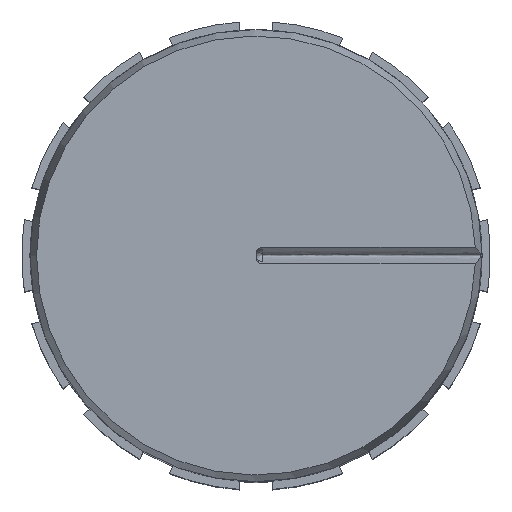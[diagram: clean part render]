
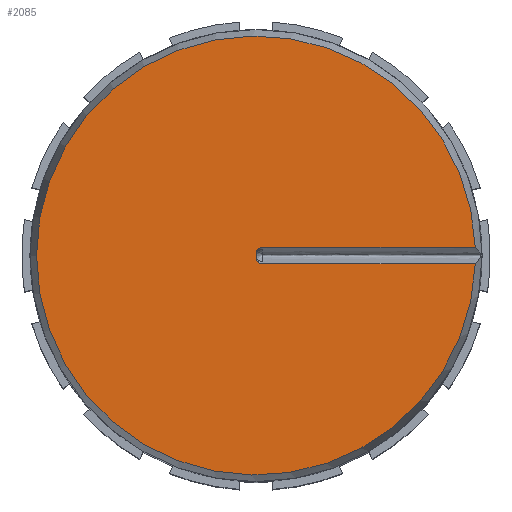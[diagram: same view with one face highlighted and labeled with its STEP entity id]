
A CAD part, top view. The second image highlights one B-rep face of the part: STEP entity #2085.
In plain terms, the highlighted planar face has unit normal (0, 0, 1).
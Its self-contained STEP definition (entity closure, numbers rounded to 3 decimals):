
#16=B_SPLINE_CURVE_WITH_KNOTS('',3,(#3310,#3311,#3312,#3313,#3314,#3315,
#3316,#3317,#3318,#3319,#3320,#3321,#3322,#3323,#3324,#3325,#3326,#3327,
#3328,#3329,#3330,#3331,#3332,#3333,#3334,#3335,#3336,#3337,#3338,#3339,
#3340,#3341,#3342,#3343),.UNSPECIFIED.,.F.,.F.,(4,3,3,3,3,3,3,3,3,3,3,4),
(0.,0.004,0.007,0.012,0.015,
0.016,0.02,0.023,0.027,
0.028,0.032,0.032),.UNSPECIFIED.);
#19=B_SPLINE_CURVE_WITH_KNOTS('',3,(#3376,#3377,#3378,#3379,#3380,#3381,
#3382,#3383,#3384,#3385,#3386,#3387,#3388,#3389,#3390,#3391,#3392,#3393,
#3394,#3395,#3396,#3397,#3398,#3399,#3400,#3401,#3402,#3403),
 .UNSPECIFIED.,.F.,.F.,(4,3,3,3,3,3,3,3,3,4),(0.,0.004,0.009,
0.013,0.016,0.017,0.021,
0.025,0.029,0.032),.UNSPECIFIED.);
#76=PLANE('',#2263);
#210=FACE_OUTER_BOUND('',#336,.T.);
#336=EDGE_LOOP('',(#1667,#1668,#1669,#1670,#1671,#1672));
#497=LINE('',#3470,#687);
#498=LINE('',#3497,#688);
#499=LINE('',#3499,#689);
#687=VECTOR('',#2647,10.);
#688=VECTOR('',#2648,10.);
#689=VECTOR('',#2651,10.);
#849=CIRCLE('',#2264,6.675);
#988=VERTEX_POINT('',#3304);
#989=VERTEX_POINT('',#3309);
#991=VERTEX_POINT('',#3370);
#992=VERTEX_POINT('',#3375);
#993=VERTEX_POINT('',#3469);
#995=VERTEX_POINT('',#3484);
#1229=EDGE_CURVE('',#988,#989,#16,.T.);
#1233=EDGE_CURVE('',#991,#992,#19,.T.);
#1236=EDGE_CURVE('',#993,#992,#497,.T.);
#1239=EDGE_CURVE('',#988,#995,#498,.T.);
#1240=EDGE_CURVE('',#991,#989,#499,.T.);
#1241=EDGE_CURVE('',#993,#995,#849,.T.);
#1667=ORIENTED_EDGE('',*,*,#1236,.T.);
#1668=ORIENTED_EDGE('',*,*,#1233,.F.);
#1669=ORIENTED_EDGE('',*,*,#1240,.T.);
#1670=ORIENTED_EDGE('',*,*,#1229,.F.);
#1671=ORIENTED_EDGE('',*,*,#1239,.T.);
#1672=ORIENTED_EDGE('',*,*,#1241,.F.);
#2085=ADVANCED_FACE('',(#210),#76,.T.);
#2263=AXIS2_PLACEMENT_3D('',#3500,#2652,#2653);
#2264=AXIS2_PLACEMENT_3D('',#3501,#2654,#2655);
#2647=DIRECTION('',(-1.,0.,0.));
#2648=DIRECTION('',(1.,0.,0.));
#2651=DIRECTION('',(0.,1.,0.));
#2652=DIRECTION('center_axis',(0.,0.,1.));
#2653=DIRECTION('ref_axis',(-1.,0.,0.));
#2654=DIRECTION('center_axis',(0.,0.,-1.));
#2655=DIRECTION('ref_axis',(-1.,0.,0.));
#3304=CARTESIAN_POINT('',(0.2,0.25,14.5));
#3309=CARTESIAN_POINT('',(0.,0.04,14.5));
#3310=CARTESIAN_POINT('Ctrl Pts',(0.2,0.25,14.5));
#3311=CARTESIAN_POINT('Ctrl Pts',(0.187,0.25,14.5));
#3312=CARTESIAN_POINT('Ctrl Pts',(0.174,0.249,14.5));
#3313=CARTESIAN_POINT('Ctrl Pts',(0.161,0.246,14.5));
#3314=CARTESIAN_POINT('Ctrl Pts',(0.149,0.243,14.5));
#3315=CARTESIAN_POINT('Ctrl Pts',(0.138,0.24,14.5));
#3316=CARTESIAN_POINT('Ctrl Pts',(0.127,0.235,14.5));
#3317=CARTESIAN_POINT('Ctrl Pts',(0.115,0.23,14.5));
#3318=CARTESIAN_POINT('Ctrl Pts',(0.103,0.224,14.5));
#3319=CARTESIAN_POINT('Ctrl Pts',(0.092,0.217,
14.5));
#3320=CARTESIAN_POINT('Ctrl Pts',(0.082,0.21,
14.5));
#3321=CARTESIAN_POINT('Ctrl Pts',(0.073,0.202,14.5));
#3322=CARTESIAN_POINT('Ctrl Pts',(0.064,0.194,
14.5));
#3323=CARTESIAN_POINT('Ctrl Pts',(0.062,0.192,
14.5));
#3324=CARTESIAN_POINT('Ctrl Pts',(0.06,0.19,14.5));
#3325=CARTESIAN_POINT('Ctrl Pts',(0.059,0.189,
14.5));
#3326=CARTESIAN_POINT('Ctrl Pts',(0.049,0.179,14.5));
#3327=CARTESIAN_POINT('Ctrl Pts',(0.041,0.168,
14.5));
#3328=CARTESIAN_POINT('Ctrl Pts',(0.034,0.157,
14.5));
#3329=CARTESIAN_POINT('Ctrl Pts',(0.028,0.148,
14.5));
#3330=CARTESIAN_POINT('Ctrl Pts',(0.023,0.139,
14.5));
#3331=CARTESIAN_POINT('Ctrl Pts',(0.019,0.129,14.5));
#3332=CARTESIAN_POINT('Ctrl Pts',(0.013,0.116,
14.5));
#3333=CARTESIAN_POINT('Ctrl Pts',(0.009,0.103,
14.5));
#3334=CARTESIAN_POINT('Ctrl Pts',(0.006,0.09,
14.5));
#3335=CARTESIAN_POINT('Ctrl Pts',(0.005,0.088,
14.5));
#3336=CARTESIAN_POINT('Ctrl Pts',(0.005,0.087,
14.5));
#3337=CARTESIAN_POINT('Ctrl Pts',(0.005,0.086,
14.5));
#3338=CARTESIAN_POINT('Ctrl Pts',(0.002,0.072,
14.5));
#3339=CARTESIAN_POINT('Ctrl Pts',(0.,0.058,
14.5));
#3340=CARTESIAN_POINT('Ctrl Pts',(0.,0.044,
14.5));
#3341=CARTESIAN_POINT('Ctrl Pts',(0.,0.043,
14.5));
#3342=CARTESIAN_POINT('Ctrl Pts',(0.,0.042,14.5));
#3343=CARTESIAN_POINT('Ctrl Pts',(0.,0.04,14.5));
#3370=CARTESIAN_POINT('',(0.,-0.04,14.5));
#3375=CARTESIAN_POINT('',(0.2,-0.25,14.5));
#3376=CARTESIAN_POINT('Ctrl Pts',(0.,-0.04,14.5));
#3377=CARTESIAN_POINT('Ctrl Pts',(0.,-0.055,14.5));
#3378=CARTESIAN_POINT('Ctrl Pts',(0.001,-0.069,
14.5));
#3379=CARTESIAN_POINT('Ctrl Pts',(0.004,-0.083,
14.5));
#3380=CARTESIAN_POINT('Ctrl Pts',(0.007,-0.097,
14.5));
#3381=CARTESIAN_POINT('Ctrl Pts',(0.011,-0.11,
14.5));
#3382=CARTESIAN_POINT('Ctrl Pts',(0.017,-0.124,
14.5));
#3383=CARTESIAN_POINT('Ctrl Pts',(0.022,-0.136,
14.5));
#3384=CARTESIAN_POINT('Ctrl Pts',(0.028,-0.148,
14.5));
#3385=CARTESIAN_POINT('Ctrl Pts',(0.035,-0.159,
14.5));
#3386=CARTESIAN_POINT('Ctrl Pts',(0.042,-0.17,14.5));
#3387=CARTESIAN_POINT('Ctrl Pts',(0.05,-0.18,
14.5));
#3388=CARTESIAN_POINT('Ctrl Pts',(0.059,-0.189,
14.5));
#3389=CARTESIAN_POINT('Ctrl Pts',(0.06,-0.19,
14.5));
#3390=CARTESIAN_POINT('Ctrl Pts',(0.061,-0.191,
14.5));
#3391=CARTESIAN_POINT('Ctrl Pts',(0.062,-0.192,
14.5));
#3392=CARTESIAN_POINT('Ctrl Pts',(0.072,-0.202,
14.5));
#3393=CARTESIAN_POINT('Ctrl Pts',(0.082,-0.21,14.5));
#3394=CARTESIAN_POINT('Ctrl Pts',(0.093,-0.218,
14.5));
#3395=CARTESIAN_POINT('Ctrl Pts',(0.104,-0.225,
14.5));
#3396=CARTESIAN_POINT('Ctrl Pts',(0.116,-0.231,
14.5));
#3397=CARTESIAN_POINT('Ctrl Pts',(0.128,-0.236,
14.5));
#3398=CARTESIAN_POINT('Ctrl Pts',(0.14,-0.241,14.5));
#3399=CARTESIAN_POINT('Ctrl Pts',(0.153,-0.244,
14.5));
#3400=CARTESIAN_POINT('Ctrl Pts',(0.165,-0.247,
14.5));
#3401=CARTESIAN_POINT('Ctrl Pts',(0.177,-0.249,
14.5));
#3402=CARTESIAN_POINT('Ctrl Pts',(0.188,-0.25,14.5));
#3403=CARTESIAN_POINT('Ctrl Pts',(0.2,-0.25,14.5));
#3469=CARTESIAN_POINT('',(6.67,-0.25,14.5));
#3470=CARTESIAN_POINT('',(0.,-0.25,14.5));
#3484=CARTESIAN_POINT('',(6.67,0.25,14.5));
#3497=CARTESIAN_POINT('',(0.,0.25,14.5));
#3499=CARTESIAN_POINT('',(0.,0.,14.5));
#3500=CARTESIAN_POINT('Origin',(0.,0.,14.5));
#3501=CARTESIAN_POINT('Origin',(0.,0.,14.5));
